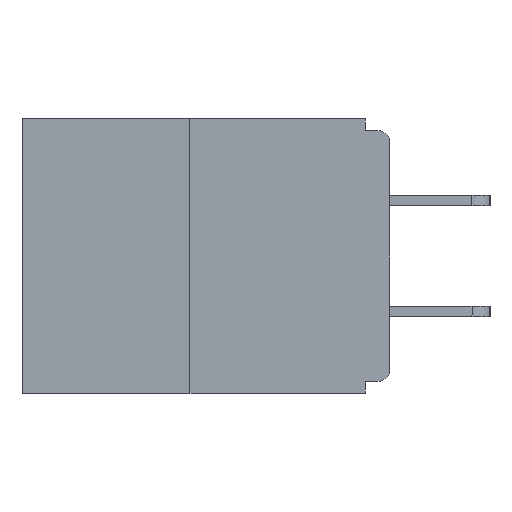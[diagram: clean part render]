
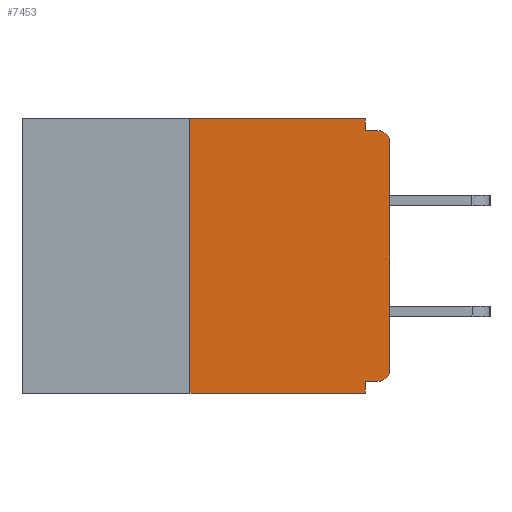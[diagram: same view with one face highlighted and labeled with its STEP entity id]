
A CAD part, left-side view. The second image highlights one B-rep face of the part: STEP entity #7453.
In plain terms, the highlighted planar face has unit normal (-1, 0, 0).
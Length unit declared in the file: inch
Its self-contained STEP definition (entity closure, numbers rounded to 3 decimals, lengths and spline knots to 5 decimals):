
#136 = DIRECTION ( 'NONE',  ( 1., 0., 0. ) ) ;
#457 = DIRECTION ( 'NONE',  ( 0., -1., 0. ) ) ;
#589 = DIRECTION ( 'NONE',  ( 0., 0., -1. ) ) ;
#751 = CARTESIAN_POINT ( 'NONE',  ( 0., 0.015, -0.328 ) ) ;
#843 = EDGE_CURVE ( 'NONE', #8121, #9060, #3871, .T. ) ;
#905 = EDGE_CURVE ( 'NONE', #3732, #4152, #8402, .T. ) ;
#920 = CARTESIAN_POINT ( 'NONE',  ( 0., 0.031, -0.343 ) ) ;
#1043 = CARTESIAN_POINT ( 'NONE',  ( 0., 0.031, 0. ) ) ;
#1253 = LINE ( 'NONE', #5849, #7196 ) ;
#1475 = EDGE_CURVE ( 'NONE', #9060, #2357, #1988, .T. ) ;
#1695 = AXIS2_PLACEMENT_3D ( 'NONE', #4144, #136, #12025 ) ;
#1792 = DIRECTION ( 'NONE',  ( 0., 1., 0. ) ) ;
#1807 = ORIENTED_EDGE ( 'NONE', *, *, #4518, .T. ) ;
#1869 = DIRECTION ( 'NONE',  ( 0., 0., -1. ) ) ;
#1938 = LINE ( 'NONE', #1043, #11604 ) ;
#1988 = LINE ( 'NONE', #5385, #3584 ) ;
#2037 = DIRECTION ( 'NONE',  ( 0., 0., -1. ) ) ;
#2131 = VERTEX_POINT ( 'NONE', #9315 ) ;
#2357 = VERTEX_POINT ( 'NONE', #920 ) ;
#2516 = CARTESIAN_POINT ( 'NONE',  ( 0., 0.46, -0.343 ) ) ;
#2730 = DIRECTION ( 'NONE',  ( 0., 0., 1. ) ) ;
#2748 = CARTESIAN_POINT ( 'NONE',  ( 0., 0., -0.328 ) ) ;
#3005 = CARTESIAN_POINT ( 'NONE',  ( 0., 0.031, -0.328 ) ) ;
#3250 = CARTESIAN_POINT ( 'NONE',  ( 0., 0., -0.313 ) ) ;
#3351 = CARTESIAN_POINT ( 'NONE',  ( 0., 0.25, -0.343 ) ) ;
#3515 = AXIS2_PLACEMENT_3D ( 'NONE', #5796, #5913, #1869 ) ;
#3524 = CARTESIAN_POINT ( 'NONE',  ( 0., 0.46, 0. ) ) ;
#3584 = VECTOR ( 'NONE', #5431, 39.37008 ) ;
#3694 = VECTOR ( 'NONE', #5725, 39.37008 ) ;
#3732 = VERTEX_POINT ( 'NONE', #7619 ) ;
#3871 = LINE ( 'NONE', #2748, #12107 ) ;
#4144 = CARTESIAN_POINT ( 'NONE',  ( 0., 0.46, 0. ) ) ;
#4152 = VERTEX_POINT ( 'NONE', #5094 ) ;
#4410 = AXIS2_PLACEMENT_3D ( 'NONE', #8532, #5684, #589 ) ;
#4442 = EDGE_CURVE ( 'NONE', #8121, #10782, #11155, .T. ) ;
#4518 = EDGE_CURVE ( 'NONE', #10782, #3732, #5103, .T. ) ;
#4808 = EDGE_CURVE ( 'NONE', #9737, #7278, #1938, .T. ) ;
#4865 = FACE_OUTER_BOUND ( 'NONE', #9887, .T. ) ;
#5094 = CARTESIAN_POINT ( 'NONE',  ( 0., 0.015, -0.015 ) ) ;
#5103 = LINE ( 'NONE', #11570, #3694 ) ;
#5385 = CARTESIAN_POINT ( 'NONE',  ( 0., 0.031, -0.343 ) ) ;
#5429 = ORIENTED_EDGE ( 'NONE', *, *, #1475, .F. ) ;
#5431 = DIRECTION ( 'NONE',  ( 0., 0., -1. ) ) ;
#5684 = DIRECTION ( 'NONE',  ( -1., 0., 0. ) ) ;
#5725 = DIRECTION ( 'NONE',  ( 0., 0., 1. ) ) ;
#5796 = CARTESIAN_POINT ( 'NONE',  ( 0., 0.015, -0.03 ) ) ;
#5849 = CARTESIAN_POINT ( 'NONE',  ( 0., 0.25, 0. ) ) ;
#5913 = DIRECTION ( 'NONE',  ( -1., 0., 0. ) ) ;
#6141 = PLANE ( 'NONE',  #1695 ) ;
#6825 = DIRECTION ( 'NONE',  ( 0., -1., 0. ) ) ;
#7181 = ORIENTED_EDGE ( 'NONE', *, *, #7603, .F. ) ;
#7196 = VECTOR ( 'NONE', #2730, 39.37008 ) ;
#7278 = VERTEX_POINT ( 'NONE', #10410 ) ;
#7316 = EDGE_CURVE ( 'NONE', #10231, #2357, #11380, .T. ) ;
#7453 = ADVANCED_FACE ( 'NONE', ( #4865 ), #6141, .F. ) ;
#7603 = EDGE_CURVE ( 'NONE', #2131, #9737, #8117, .T. ) ;
#7619 = CARTESIAN_POINT ( 'NONE',  ( 0., 0., -0.03 ) ) ;
#7684 = ORIENTED_EDGE ( 'NONE', *, *, #12077, .F. ) ;
#7988 = LINE ( 'NONE', #12719, #10330 ) ;
#8117 = LINE ( 'NONE', #3524, #10893 ) ;
#8121 = VERTEX_POINT ( 'NONE', #751 ) ;
#8402 = CIRCLE ( 'NONE', #3515, 0.015 ) ;
#8532 = CARTESIAN_POINT ( 'NONE',  ( 0., 0.015, -0.313 ) ) ;
#8716 = ORIENTED_EDGE ( 'NONE', *, *, #843, .F. ) ;
#8872 = ORIENTED_EDGE ( 'NONE', *, *, #12686, .F. ) ;
#9060 = VERTEX_POINT ( 'NONE', #3005 ) ;
#9315 = CARTESIAN_POINT ( 'NONE',  ( 0., 0.25, 0. ) ) ;
#9577 = ORIENTED_EDGE ( 'NONE', *, *, #4442, .T. ) ;
#9737 = VERTEX_POINT ( 'NONE', #12144 ) ;
#9873 = ORIENTED_EDGE ( 'NONE', *, *, #7316, .T. ) ;
#9887 = EDGE_LOOP ( 'NONE', ( #7181, #8872, #9873, #5429, #8716, #9577, #1807, #10600, #7684, #12207 ) ) ;
#10231 = VERTEX_POINT ( 'NONE', #3351 ) ;
#10330 = VECTOR ( 'NONE', #6825, 39.37008 ) ;
#10410 = CARTESIAN_POINT ( 'NONE',  ( 0., 0.031, -0.015 ) ) ;
#10600 = ORIENTED_EDGE ( 'NONE', *, *, #905, .T. ) ;
#10782 = VERTEX_POINT ( 'NONE', #3250 ) ;
#10893 = VECTOR ( 'NONE', #12464, 39.37008 ) ;
#11155 = CIRCLE ( 'NONE', #4410, 0.015 ) ;
#11236 = VECTOR ( 'NONE', #457, 39.37008 ) ;
#11380 = LINE ( 'NONE', #2516, #11236 ) ;
#11570 = CARTESIAN_POINT ( 'NONE',  ( 0., 0., 0. ) ) ;
#11604 = VECTOR ( 'NONE', #2037, 39.37008 ) ;
#12025 = DIRECTION ( 'NONE',  ( 0., 0., -1. ) ) ;
#12077 = EDGE_CURVE ( 'NONE', #7278, #4152, #7988, .T. ) ;
#12107 = VECTOR ( 'NONE', #1792, 39.37008 ) ;
#12144 = CARTESIAN_POINT ( 'NONE',  ( 0., 0.031, 0. ) ) ;
#12207 = ORIENTED_EDGE ( 'NONE', *, *, #4808, .F. ) ;
#12464 = DIRECTION ( 'NONE',  ( 0., -1., 0. ) ) ;
#12686 = EDGE_CURVE ( 'NONE', #10231, #2131, #1253, .T. ) ;
#12719 = CARTESIAN_POINT ( 'NONE',  ( 0., 0., -0.015 ) ) ;
